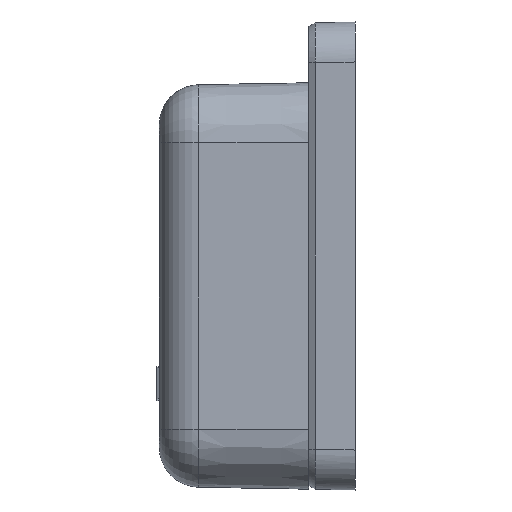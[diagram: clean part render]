
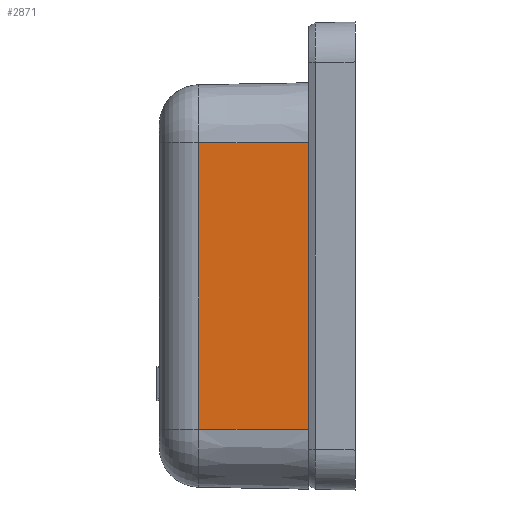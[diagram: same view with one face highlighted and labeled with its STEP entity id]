
A CAD part, left-side view. The second image highlights one B-rep face of the part: STEP entity #2871.
In plain terms, the highlighted planar face has unit normal (-1, 0.018, 0).
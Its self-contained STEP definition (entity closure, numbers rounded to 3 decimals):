
#785 = VERTEX_POINT ( 'NONE', #6404 ) ;
#1141 = EDGE_CURVE ( 'NONE', #785, #18194, #11406, .T. ) ;
#2871 = ADVANCED_FACE ( 'NONE', ( #6228 ), #10114, .T. ) ;
#3628 = ORIENTED_EDGE ( 'NONE', *, *, #19727, .T. ) ;
#4018 = CARTESIAN_POINT ( 'NONE',  ( -15.75, 0., 10.75 ) ) ;
#4102 = VECTOR ( 'NONE', #4984, 1000. ) ;
#4514 = EDGE_CURVE ( 'NONE', #11574, #18194, #23676, .T. ) ;
#4984 = DIRECTION ( 'NONE',  ( 0., 0., 1. ) ) ;
#5349 = CARTESIAN_POINT ( 'NONE',  ( -15.606, 8.252, -10.75 ) ) ;
#5494 = LINE ( 'NONE', #19559, #12497 ) ;
#6228 = FACE_OUTER_BOUND ( 'NONE', #16387, .T. ) ;
#6404 = CARTESIAN_POINT ( 'NONE',  ( -15.606, 8.252, 10.75 ) ) ;
#6414 = CARTESIAN_POINT ( 'NONE',  ( -15.75, 0., -10.75 ) ) ;
#8170 = CARTESIAN_POINT ( 'NONE',  ( -15.75, 0., -10.75 ) ) ;
#10076 = DIRECTION ( 'NONE',  ( 0., 0., -1. ) ) ;
#10114 = PLANE ( 'NONE',  #20331 ) ;
#10240 = DIRECTION ( 'NONE',  ( -0.017, -1., 0. ) ) ;
#10426 = CARTESIAN_POINT ( 'NONE',  ( -15.75, 0., -10.75 ) ) ;
#10904 = VECTOR ( 'NONE', #20290, 1000. ) ;
#11406 = LINE ( 'NONE', #4018, #10904 ) ;
#11574 = VERTEX_POINT ( 'NONE', #17374 ) ;
#12180 = DIRECTION ( 'NONE',  ( -1., 0.017, 0. ) ) ;
#12379 = EDGE_CURVE ( 'NONE', #21229, #11574, #13691, .T. ) ;
#12497 = VECTOR ( 'NONE', #10076, 1000. ) ;
#12649 = VECTOR ( 'NONE', #23174, 1000. ) ;
#13691 = LINE ( 'NONE', #6414, #12649 ) ;
#15024 = CARTESIAN_POINT ( 'NONE',  ( -15.75, 0., 10.75 ) ) ;
#16228 = ORIENTED_EDGE ( 'NONE', *, *, #12379, .T. ) ;
#16387 = EDGE_LOOP ( 'NONE', ( #16228, #19375, #18006, #3628 ) ) ;
#17374 = CARTESIAN_POINT ( 'NONE',  ( -15.75, 0., -10.75 ) ) ;
#18006 = ORIENTED_EDGE ( 'NONE', *, *, #1141, .F. ) ;
#18194 = VERTEX_POINT ( 'NONE', #15024 ) ;
#19375 = ORIENTED_EDGE ( 'NONE', *, *, #4514, .T. ) ;
#19559 = CARTESIAN_POINT ( 'NONE',  ( -15.606, 8.252, -10.75 ) ) ;
#19727 = EDGE_CURVE ( 'NONE', #785, #21229, #5494, .T. ) ;
#20290 = DIRECTION ( 'NONE',  ( -0.017, -1., 0. ) ) ;
#20331 = AXIS2_PLACEMENT_3D ( 'NONE', #8170, #12180, #10240 ) ;
#21229 = VERTEX_POINT ( 'NONE', #5349 ) ;
#23174 = DIRECTION ( 'NONE',  ( -0.017, -1., 0. ) ) ;
#23676 = LINE ( 'NONE', #10426, #4102 ) ;
